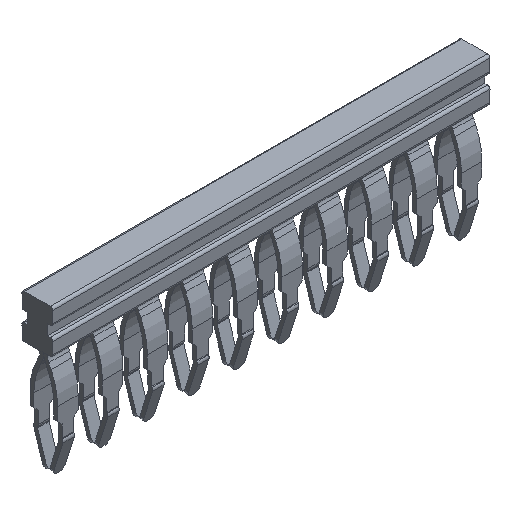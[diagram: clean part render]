
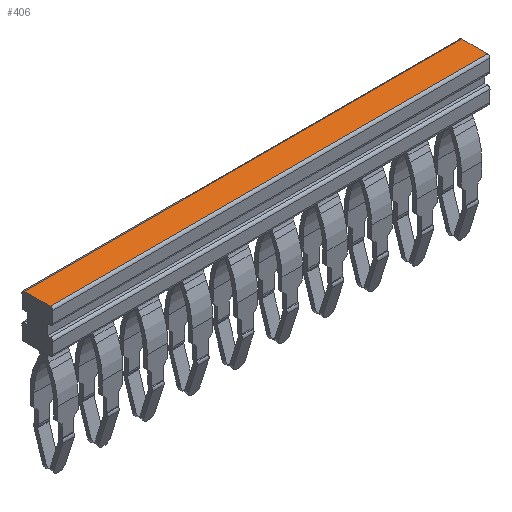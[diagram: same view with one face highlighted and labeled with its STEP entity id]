
A CAD part, isometric view. The second image highlights one B-rep face of the part: STEP entity #406.
In plain terms, the highlighted planar face has unit normal (0, 0, 1).
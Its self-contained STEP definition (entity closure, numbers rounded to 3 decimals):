
#379=AXIS2_PLACEMENT_3D('Plane Axis2P3D',#376,#377,#378) ;
#354=CARTESIAN_POINT('Vertex',(0.,2.2,12.219)) ;
#357=CARTESIAN_POINT('Line Origine',(8.3,2.2,12.219)) ;
#361=CARTESIAN_POINT('Vertex',(34.1,2.2,12.219)) ;
#376=CARTESIAN_POINT('Axis2P3D Location',(1.3,2.2,12.219)) ;
#381=CARTESIAN_POINT('Line Origine',(34.1,1.2,12.219)) ;
#385=CARTESIAN_POINT('Vertex',(34.1,0.2,12.219)) ;
#388=CARTESIAN_POINT('Line Origine',(0.,1.2,12.219)) ;
#392=CARTESIAN_POINT('Vertex',(0.,0.2,12.219)) ;
#395=CARTESIAN_POINT('Line Origine',(17.05,0.2,12.219)) ;
#358=DIRECTION('Vector Direction',(1.,0.,0.)) ;
#377=DIRECTION('Axis2P3D Direction',(0.,0.,-1.)) ;
#378=DIRECTION('Axis2P3D XDirection',(0.,-1.,0.)) ;
#382=DIRECTION('Vector Direction',(0.,1.,0.)) ;
#389=DIRECTION('Vector Direction',(0.,1.,0.)) ;
#396=DIRECTION('Vector Direction',(-1.,0.,0.)) ;
#359=VECTOR('Line Direction',#358,1.) ;
#383=VECTOR('Line Direction',#382,1.) ;
#390=VECTOR('Line Direction',#389,1.) ;
#397=VECTOR('Line Direction',#396,1.) ;
#401=ORIENTED_EDGE('',*,*,#387,.F.) ;
#402=ORIENTED_EDGE('',*,*,#363,.T.) ;
#403=ORIENTED_EDGE('',*,*,#394,.T.) ;
#404=ORIENTED_EDGE('',*,*,#399,.F.) ;
#406=ADVANCED_FACE('ISGF',(#405),#380,.F.) ;
#363=EDGE_CURVE('',#362,#355,#360,.F.) ;
#387=EDGE_CURVE('',#362,#386,#384,.F.) ;
#394=EDGE_CURVE('',#355,#393,#391,.F.) ;
#399=EDGE_CURVE('',#386,#393,#398,.T.) ;
#400=EDGE_LOOP('',(#401,#402,#403,#404)) ;
#405=FACE_OUTER_BOUND('',#400,.T.) ;
#360=LINE('Line',#357,#359) ;
#384=LINE('Line',#381,#383) ;
#391=LINE('Line',#388,#390) ;
#398=LINE('Line',#395,#397) ;
#380=PLANE('',#379) ;
#355=VERTEX_POINT('',#354) ;
#362=VERTEX_POINT('',#361) ;
#386=VERTEX_POINT('',#385) ;
#393=VERTEX_POINT('',#392) ;
